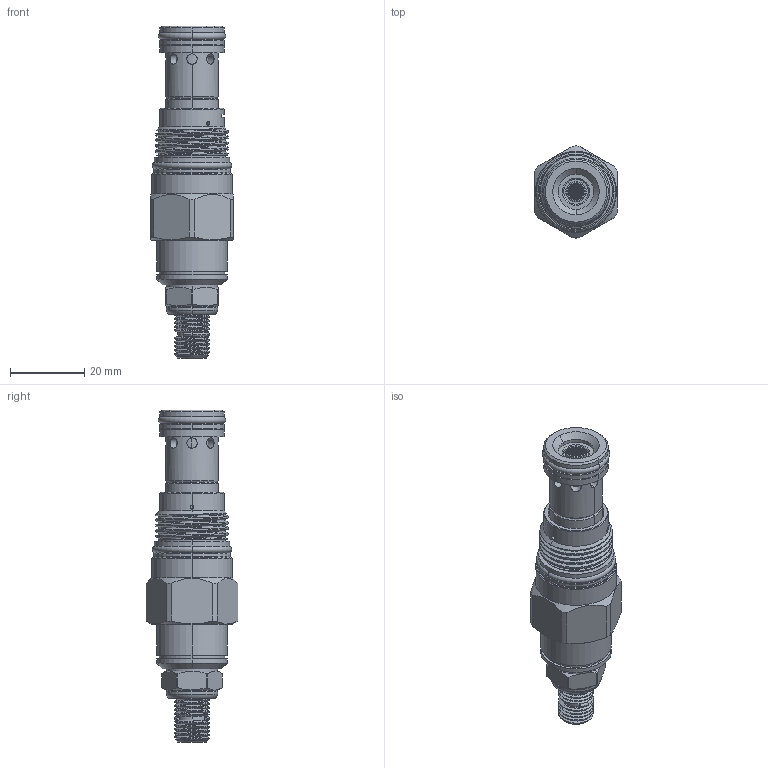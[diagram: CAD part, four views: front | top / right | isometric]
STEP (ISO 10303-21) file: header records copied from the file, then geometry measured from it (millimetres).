
FILE_DESCRIPTION (( 'STEP AP203' ), '1' );
FILE_NAME ('RQ10A20-L.STEP', '2020-03-24T02:01:47', ( '' ), ( '' ), 'SwSTEP 2.0', 'SolidWorks 2018', '' );
FILE_SCHEMA (( 'CONFIG_CONTROL_DESIGN' ));
Products named in the file (1): RQ10A20-L
Bounding box: 22.22 x 24.79 x 89.51 mm (x, y, z)
Volume: 21204.7 mm3; surface area: 7739.1 mm2
Topology: 3 solids, 3 shells, 697 faces, 1926 edges, 1229 vertices
Faces by surface type: cylinder 545, plane 55, cone 50, torus 34, bspline 9, sphere 4
Entity records: 55060 total; most frequent: CARTESIAN_POINT 38295, ORIENTED_EDGE 3844, DIRECTION 2629, EDGE_CURVE 1922, VERTEX_POINT 1229, EDGE_LOOP 1093, AXIS2_PLACEMENT_3D 1002, B_SPLINE_CURVE_WITH_KNOTS 920
